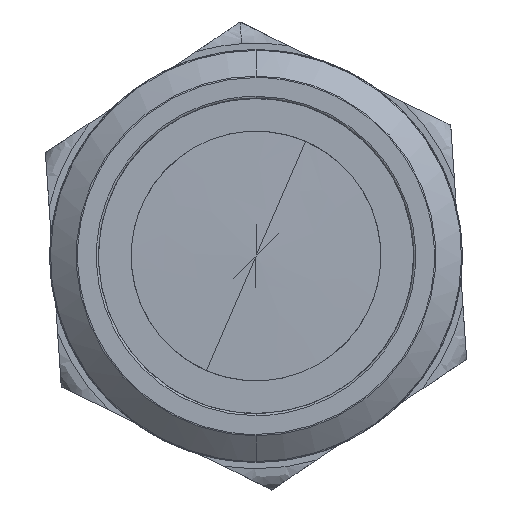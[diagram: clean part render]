
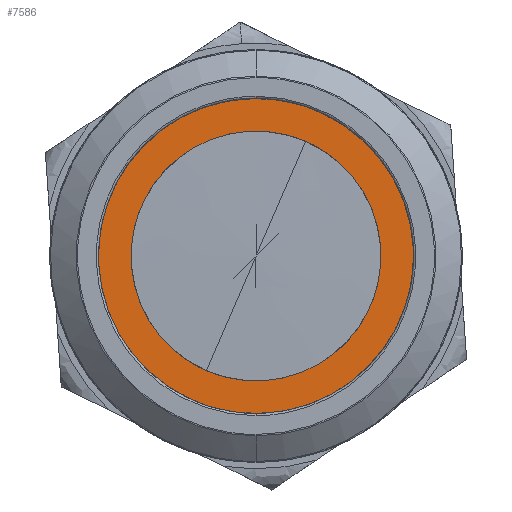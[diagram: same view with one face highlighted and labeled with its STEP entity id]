
A CAD part, left-side view. The second image highlights one B-rep face of the part: STEP entity #7586.
In plain terms, the highlighted free-form (B-spline) face has degree [1, 1] with [2, 2] control points.
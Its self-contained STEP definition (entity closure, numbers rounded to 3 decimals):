
#7469 = VERTEX_POINT('',#7470);
#7470 = CARTESIAN_POINT('',(-14.629,-2.451,
    28.13));
#7475 = EDGE_CURVE('',#7469,#7476,#7478,.T.);
#7476 = VERTEX_POINT('',#7477);
#7477 = CARTESIAN_POINT('',(-14.629,2.719,
    16.18));
#7478 = ( BOUNDED_CURVE() B_SPLINE_CURVE(2,(#7479,#7480,#7481,#7482,
#7483),.UNSPECIFIED.,.F.,.F.) B_SPLINE_CURVE_WITH_KNOTS((3,2,3),(
    3.142,4.712,6.283),
.PIECEWISE_BEZIER_KNOTS.) CURVE() GEOMETRIC_REPRESENTATION_ITEM() 
RATIONAL_B_SPLINE_CURVE((1.,0.707,1.,0.707,1.)) 
REPRESENTATION_ITEM('') );
#7479 = CARTESIAN_POINT('',(-14.629,-2.451,
    28.13));
#7480 = CARTESIAN_POINT('',(-14.629,-8.426,
    25.545));
#7481 = CARTESIAN_POINT('',(-14.629,-5.841,
    19.57));
#7482 = CARTESIAN_POINT('',(-14.629,-3.256,
    13.595));
#7483 = CARTESIAN_POINT('',(-14.629,2.719,
    16.18));
#7527 = VERTEX_POINT('',#7528);
#7528 = CARTESIAN_POINT('',(-14.629,3.393,
    14.621));
#7533 = EDGE_CURVE('',#7527,#7534,#7536,.T.);
#7534 = VERTEX_POINT('',#7535);
#7535 = CARTESIAN_POINT('',(-14.629,-3.126,
    29.688));
#7536 = ( BOUNDED_CURVE() B_SPLINE_CURVE(2,(#7537,#7538,#7539,#7540,
#7541),.UNSPECIFIED.,.F.,.F.) B_SPLINE_CURVE_WITH_KNOTS((3,2,3),(0.,
1.571,3.142),.PIECEWISE_BEZIER_KNOTS.) CURVE() 
GEOMETRIC_REPRESENTATION_ITEM() RATIONAL_B_SPLINE_CURVE((1.,
0.707,1.,0.707,1.)) REPRESENTATION_ITEM('') );
#7537 = CARTESIAN_POINT('',(-14.629,3.393,
    14.621));
#7538 = CARTESIAN_POINT('',(-14.629,10.927,
    17.88));
#7539 = CARTESIAN_POINT('',(-14.629,7.668,
    25.414));
#7540 = CARTESIAN_POINT('',(-14.629,4.408,
    32.948));
#7541 = CARTESIAN_POINT('',(-14.629,-3.126,
    29.688));
#7586 = ADVANCED_FACE('',(#7587,#7598),#7609,.F.);
#7587 = FACE_BOUND('',#7588,.T.);
#7588 = EDGE_LOOP('',(#7589,#7597));
#7589 = ORIENTED_EDGE('',*,*,#7590,.F.);
#7590 = EDGE_CURVE('',#7534,#7527,#7591,.T.);
#7591 = ( BOUNDED_CURVE() B_SPLINE_CURVE(2,(#7592,#7593,#7594,#7595,
#7596),.UNSPECIFIED.,.F.,.F.) B_SPLINE_CURVE_WITH_KNOTS((3,2,3),(
    3.142,4.712,6.283),
.PIECEWISE_BEZIER_KNOTS.) CURVE() GEOMETRIC_REPRESENTATION_ITEM() 
RATIONAL_B_SPLINE_CURVE((1.,0.707,1.,0.707,1.)) 
REPRESENTATION_ITEM('') );
#7592 = CARTESIAN_POINT('',(-14.629,-3.126,
    29.688));
#7593 = CARTESIAN_POINT('',(-14.629,-10.659,
    26.429));
#7594 = CARTESIAN_POINT('',(-14.629,-7.4,
    18.895));
#7595 = CARTESIAN_POINT('',(-14.629,-4.14,
    11.362));
#7596 = CARTESIAN_POINT('',(-14.629,3.393,
    14.621));
#7597 = ORIENTED_EDGE('',*,*,#7533,.F.);
#7598 = FACE_BOUND('',#7599,.T.);
#7599 = EDGE_LOOP('',(#7600,#7601));
#7600 = ORIENTED_EDGE('',*,*,#7475,.T.);
#7601 = ORIENTED_EDGE('',*,*,#7602,.T.);
#7602 = EDGE_CURVE('',#7476,#7469,#7603,.T.);
#7603 = ( BOUNDED_CURVE() B_SPLINE_CURVE(2,(#7604,#7605,#7606,#7607,
#7608),.UNSPECIFIED.,.F.,.F.) B_SPLINE_CURVE_WITH_KNOTS((3,2,3),(0.,
1.571,3.142),.PIECEWISE_BEZIER_KNOTS.) CURVE() 
GEOMETRIC_REPRESENTATION_ITEM() RATIONAL_B_SPLINE_CURVE((1.,
0.707,1.,0.707,1.)) REPRESENTATION_ITEM('') );
#7604 = CARTESIAN_POINT('',(-14.629,2.719,
    16.18));
#7605 = CARTESIAN_POINT('',(-14.629,8.694,
    18.765));
#7606 = CARTESIAN_POINT('',(-14.629,6.109,
    24.74));
#7607 = CARTESIAN_POINT('',(-14.629,3.524,
    30.715));
#7608 = CARTESIAN_POINT('',(-14.629,-2.451,
    28.13));
#7609 = B_SPLINE_SURFACE_WITH_KNOTS('',1,1,(
    (#7610,#7611)
    ,(#7612,#7613
    )),.UNSPECIFIED.,.F.,.F.,.F.,(2,2),(2,2),(-7.25,7.25),(-7.25,7.25),
  .PIECEWISE_BEZIER_KNOTS.);
#7610 = CARTESIAN_POINT('',(-14.629,-10.659,
    26.429));
#7611 = CARTESIAN_POINT('',(-14.629,4.408,
    32.948));
#7612 = CARTESIAN_POINT('',(-14.629,-4.14,
    11.362));
#7613 = CARTESIAN_POINT('',(-14.629,10.927,
    17.88));
